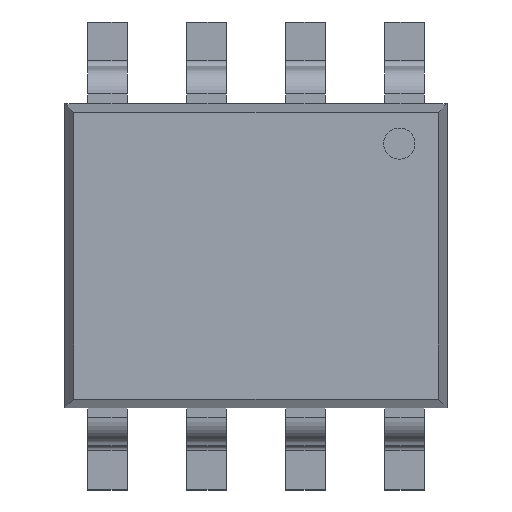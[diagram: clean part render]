
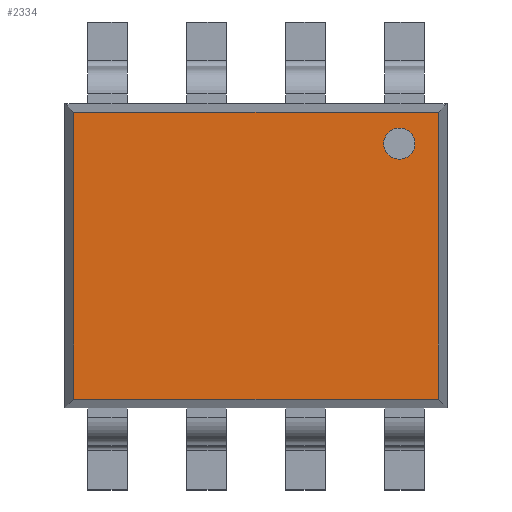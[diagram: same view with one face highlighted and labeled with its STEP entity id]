
A CAD part, top view. The second image highlights one B-rep face of the part: STEP entity #2334.
In plain terms, the highlighted planar face has unit normal (0, 0, 1).
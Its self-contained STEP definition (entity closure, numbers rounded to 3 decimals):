
#46=FACE_BOUND('',#240,.T.);
#47=CIRCLE('',#2476,0.2);
#112=FACE_OUTER_BOUND('',#239,.T.);
#239=EDGE_LOOP('',(#1445,#1446,#1447,#1448));
#240=EDGE_LOOP('',(#1449));
#367=LINE('',#3325,#635);
#368=LINE('',#3327,#636);
#369=LINE('',#3329,#637);
#370=LINE('',#3330,#638);
#635=VECTOR('',#2671,1.);
#636=VECTOR('',#2672,1.);
#637=VECTOR('',#2673,1.);
#638=VECTOR('',#2674,1.);
#903=VERTEX_POINT('',#3323);
#904=VERTEX_POINT('',#3324);
#905=VERTEX_POINT('',#3326);
#906=VERTEX_POINT('',#3328);
#907=VERTEX_POINT('',#3331);
#1112=EDGE_CURVE('',#903,#904,#367,.T.);
#1113=EDGE_CURVE('',#903,#905,#368,.T.);
#1114=EDGE_CURVE('',#905,#906,#369,.T.);
#1115=EDGE_CURVE('',#904,#906,#370,.T.);
#1116=EDGE_CURVE('',#907,#907,#47,.T.);
#1445=ORIENTED_EDGE('',*,*,#1112,.F.);
#1446=ORIENTED_EDGE('',*,*,#1113,.T.);
#1447=ORIENTED_EDGE('',*,*,#1114,.T.);
#1448=ORIENTED_EDGE('',*,*,#1115,.F.);
#1449=ORIENTED_EDGE('',*,*,#1116,.T.);
#2111=PLANE('',#2475);
#2334=ADVANCED_FACE('',(#112,#46),#2111,.T.);
#2475=AXIS2_PLACEMENT_3D('',#3322,#2669,#2670);
#2476=AXIS2_PLACEMENT_3D('',#3332,#2675,#2676);
#2669=DIRECTION('center_axis',(0.,0.,
1.));
#2670=DIRECTION('ref_axis',(0.,1.,0.));
#2671=DIRECTION('',(1.,0.,0.));
#2672=DIRECTION('',(0.,-1.,0.));
#2673=DIRECTION('',(1.,0.,0.));
#2674=DIRECTION('',(0.,-1.,0.));
#2675=DIRECTION('center_axis',(0.,0.,
-1.));
#2676=DIRECTION('ref_axis',(0.,1.,0.));
#3322=CARTESIAN_POINT('Origin',(0.,0.,
1.75));
#3323=CARTESIAN_POINT('',(-2.338,1.838,1.75));
#3324=CARTESIAN_POINT('',(2.338,1.838,1.75));
#3325=CARTESIAN_POINT('',(-2.45,1.838,1.75));
#3326=CARTESIAN_POINT('',(-2.338,-1.838,1.75));
#3327=CARTESIAN_POINT('',(-2.338,3.001,1.75));
#3328=CARTESIAN_POINT('',(2.338,-1.838,1.75));
#3329=CARTESIAN_POINT('',(-2.45,-1.838,1.75));
#3330=CARTESIAN_POINT('',(2.338,3.001,1.75));
#3331=CARTESIAN_POINT('',(1.838,1.238,1.75));
#3332=CARTESIAN_POINT('Origin',(1.838,1.438,1.75));
